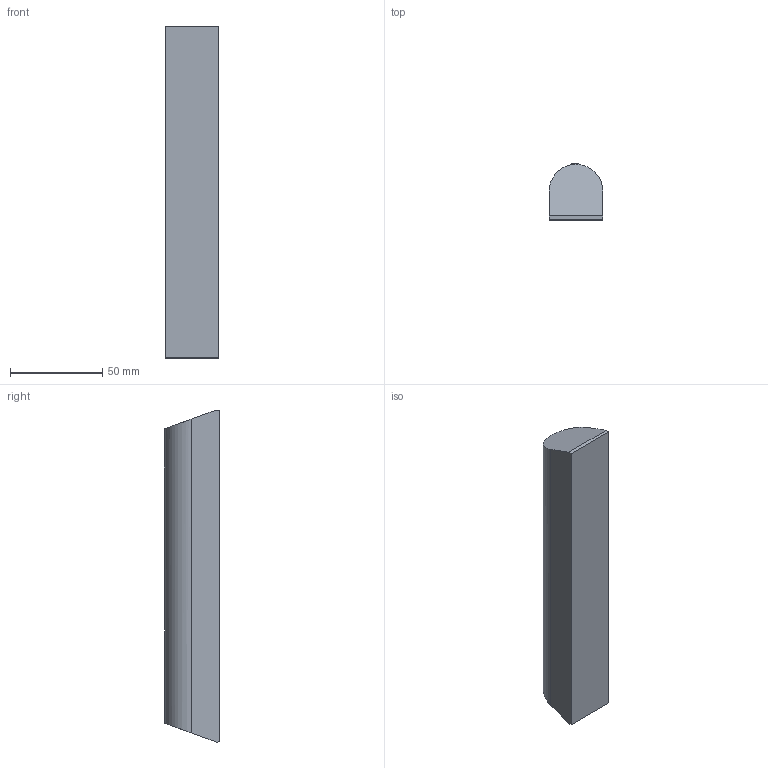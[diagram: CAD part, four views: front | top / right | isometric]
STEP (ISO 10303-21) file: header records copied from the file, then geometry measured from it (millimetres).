
FILE_DESCRIPTION (( 'STEP AP214' ), '1' );
FILE_NAME ('gerade.STEP', '2012-07-16T07:56:54', ( 'philipp-cad' ), ( '' ), 'SwSTEP 2.0', 'SolidWorks 2012', '' );
FILE_SCHEMA (( 'AUTOMOTIVE_DESIGN' ));
Length unit declared in the file: millimetre
Products named in the file (1): gerade
Bounding box: 29 x 30.3 x 180 mm (x, y, z)
Volume: 133713.8 mm3; surface area: 19801 mm2
Topology: 1 solids, 1 shells, 117 faces, 339 edges, 226 vertices
Faces by surface type: plane 75, bspline 38, cylinder 4
Entity records: 5285 total; most frequent: CARTESIAN_POINT 2465, ORIENTED_EDGE 678, DIRECTION 427, EDGE_CURVE 339, VERTEX_POINT 226, LINE 211, VECTOR 211, EDGE_LOOP 119
